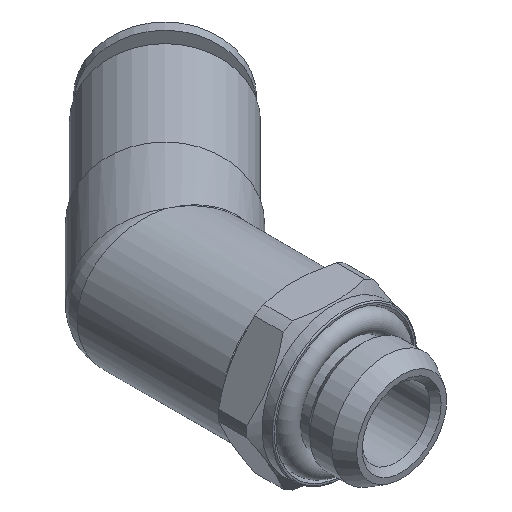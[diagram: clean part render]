
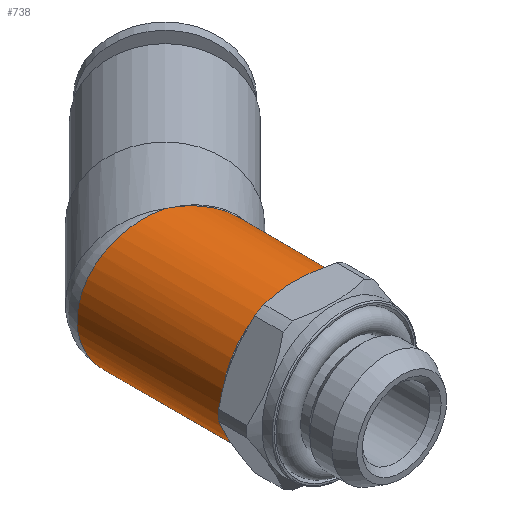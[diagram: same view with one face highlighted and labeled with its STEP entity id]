
A CAD part, isometric view. The second image highlights one B-rep face of the part: STEP entity #738.
In plain terms, the highlighted cylindrical face has radius 6.25 mm (diameter 12.5 mm), a full revolution.
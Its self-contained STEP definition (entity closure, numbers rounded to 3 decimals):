
#43=B_SPLINE_CURVE_WITH_KNOTS('',3,(#1234,#1235,#1236,#1237,#1238,#1239,
#1240,#1241,#1242,#1243,#1244,#1245,#1246,#1247,#1248,#1249,#1250,#1251,
#1252,#1253,#1254,#1255,#1256,#1257,#1258,#1259,#1260,#1261,#1262,#1263,
#1264,#1265,#1266,#1267,#1268,#1269,#1270,#1271,#1272,#1273,#1274),
 .UNSPECIFIED.,.F.,.F.,(4,1,1,1,1,1,1,1,1,1,1,1,1,1,1,1,1,1,1,1,1,1,1,1,
1,1,1,1,1,1,1,1,1,1,1,1,1,1,4),(0.,0.031,0.063,0.094,0.109,0.117,
0.125,0.133,0.141,0.156,0.188,0.219,0.234,0.25,0.266,
0.281,0.313,0.375,0.438,0.5,0.563,0.625,0.688,0.719,0.734,0.75,
0.766,0.781,0.813,0.844,0.859,0.867,0.875,0.883,0.891,
0.906,0.938,0.969,1.),.UNSPECIFIED.);
#59=B_SPLINE_CURVE_WITH_KNOTS('',3,(#1604,#1605,#1606,#1607,#1608,#1609,
#1610,#1611,#1612,#1613,#1614,#1615,#1616,#1617,#1618,#1619,#1620,#1621,
#1622,#1623,#1624,#1625,#1626,#1627,#1628,#1629,#1630,#1631,#1632,#1633,
#1634,#1635,#1636,#1637,#1638,#1639,#1640,#1641,#1642),.UNSPECIFIED.,.F.,
 .F.,(4,1,1,1,1,1,1,1,1,1,1,1,1,1,1,1,1,1,1,1,1,1,1,1,1,1,1,1,1,1,1,1,1,
1,1,1,4),(0.,0.031,0.063,0.094,0.109,0.117,0.125,0.133,
0.141,0.156,0.188,0.219,0.234,0.25,0.266,0.281,0.313,0.375,
0.5,0.625,0.688,0.719,0.734,0.75,0.766,0.781,0.813,0.844,
0.859,0.867,0.875,0.883,0.891,0.906,0.938,0.969,1.),
 .UNSPECIFIED.);
#119=CYLINDRICAL_SURFACE('',#869,6.25);
#268=ORIENTED_EDGE('',*,*,#314,.T.);
#269=ORIENTED_EDGE('',*,*,#377,.T.);
#270=ORIENTED_EDGE('',*,*,#362,.T.);
#314=EDGE_CURVE('',#401,#399,#43,.T.);
#362=EDGE_CURVE('',#440,#440,#490,.T.);
#377=EDGE_CURVE('',#399,#401,#59,.T.);
#399=VERTEX_POINT('',#1232);
#401=VERTEX_POINT('',#1275);
#440=VERTEX_POINT('',#1442);
#490=CIRCLE('',#849,6.25);
#578=EDGE_LOOP('',(#268,#269));
#579=EDGE_LOOP('',(#270));
#666=FACE_BOUND('',#578,.T.);
#667=FACE_BOUND('',#579,.T.);
#738=ADVANCED_FACE('',(#666,#667),#119,.T.);
#849=AXIS2_PLACEMENT_3D('',#1441,#1050,#1051);
#869=AXIS2_PLACEMENT_3D('',#1663,#1090,#1091);
#1050=DIRECTION('',(0.,1.,0.));
#1051=DIRECTION('',(0.,0.,1.));
#1090=DIRECTION('',(0.,1.,0.));
#1091=DIRECTION('',(0.,0.,-1.));
#1232=CARTESIAN_POINT('',(0.,0.,6.25));
#1234=CARTESIAN_POINT('',(0.,0.,-6.25));
#1235=CARTESIAN_POINT('',(0.265,-0.118,-6.25));
#1236=CARTESIAN_POINT('',(0.76,-0.339,-6.216));
#1237=CARTESIAN_POINT('',(1.39,-0.62,-6.103));
#1238=CARTESIAN_POINT('',(1.824,-0.815,-5.981));
#1239=CARTESIAN_POINT('',(2.073,-0.927,-5.897));
#1240=CARTESIAN_POINT('',(2.213,-0.99,-5.845));
#1241=CARTESIAN_POINT('',(2.281,-1.02,-5.82));
#1242=CARTESIAN_POINT('',(2.458,-1.099,-5.747));
#1243=CARTESIAN_POINT('',(2.651,-1.185,-5.662));
#1244=CARTESIAN_POINT('',(2.993,-1.338,-5.494));
#1245=CARTESIAN_POINT('',(3.436,-1.536,-5.232));
#1246=CARTESIAN_POINT('',(3.828,-1.712,-4.947));
#1247=CARTESIAN_POINT('',(4.12,-1.843,-4.702));
#1248=CARTESIAN_POINT('',(4.302,-1.924,-4.537));
#1249=CARTESIAN_POINT('',(4.555,-2.037,-4.284));
#1250=CARTESIAN_POINT('',(4.844,-2.165,-3.96));
#1251=CARTESIAN_POINT('',(5.311,-2.372,-3.346));
#1252=CARTESIAN_POINT('',(5.816,-2.597,-2.401));
#1253=CARTESIAN_POINT('',(6.175,-2.76,-1.2));
#1254=CARTESIAN_POINT('',(6.288,-2.814,-0.001));
#1255=CARTESIAN_POINT('',(6.175,-2.76,1.198));
#1256=CARTESIAN_POINT('',(5.817,-2.597,2.399));
#1257=CARTESIAN_POINT('',(5.312,-2.373,3.344));
#1258=CARTESIAN_POINT('',(4.845,-2.166,3.958));
#1259=CARTESIAN_POINT('',(4.557,-2.038,4.283));
#1260=CARTESIAN_POINT('',(4.304,-1.925,4.536));
#1261=CARTESIAN_POINT('',(4.121,-1.843,4.701));
#1262=CARTESIAN_POINT('',(3.829,-1.712,4.947));
#1263=CARTESIAN_POINT('',(3.436,-1.536,5.232));
#1264=CARTESIAN_POINT('',(2.994,-1.339,5.494));
#1265=CARTESIAN_POINT('',(2.651,-1.186,5.661));
#1266=CARTESIAN_POINT('',(2.459,-1.1,5.747));
#1267=CARTESIAN_POINT('',(2.281,-1.02,5.82));
#1268=CARTESIAN_POINT('',(2.216,-0.991,5.844));
#1269=CARTESIAN_POINT('',(2.078,-0.929,5.895));
#1270=CARTESIAN_POINT('',(1.832,-0.819,5.979));
#1271=CARTESIAN_POINT('',(1.399,-0.624,6.101));
#1272=CARTESIAN_POINT('',(0.768,-0.342,6.216));
#1273=CARTESIAN_POINT('',(0.268,-0.12,6.25));
#1274=CARTESIAN_POINT('',(0.,0.,6.25));
#1275=CARTESIAN_POINT('',(0.,0.,-6.25));
#1441=CARTESIAN_POINT('',(0.,-11.3,0.));
#1442=CARTESIAN_POINT('',(0.,-11.3,6.25));
#1604=CARTESIAN_POINT('',(0.,0.,6.25));
#1605=CARTESIAN_POINT('',(-0.271,0.067,6.25));
#1606=CARTESIAN_POINT('',(-0.779,0.193,6.215));
#1607=CARTESIAN_POINT('',(-1.425,0.353,6.095));
#1608=CARTESIAN_POINT('',(-1.871,0.464,5.967));
#1609=CARTESIAN_POINT('',(-2.127,0.528,5.878));
#1610=CARTESIAN_POINT('',(-2.27,0.564,5.823));
#1611=CARTESIAN_POINT('',(-2.34,0.582,5.796));
#1612=CARTESIAN_POINT('',(-2.519,0.626,5.721));
#1613=CARTESIAN_POINT('',(-2.713,0.674,5.632));
#1614=CARTESIAN_POINT('',(-3.057,0.759,5.459));
#1615=CARTESIAN_POINT('',(-3.502,0.87,5.188));
#1616=CARTESIAN_POINT('',(-3.896,0.968,4.894));
#1617=CARTESIAN_POINT('',(-4.188,1.041,4.642));
#1618=CARTESIAN_POINT('',(-4.373,1.087,4.468));
#1619=CARTESIAN_POINT('',(-4.615,1.147,4.219));
#1620=CARTESIAN_POINT('',(-4.894,1.216,3.897));
#1621=CARTESIAN_POINT('',(-5.344,1.326,3.292));
#1622=CARTESIAN_POINT('',(-6.027,1.495,1.984));
#1623=CARTESIAN_POINT('',(-6.398,1.592,0.001));
#1624=CARTESIAN_POINT('',(-6.028,1.495,-1.981));
#1625=CARTESIAN_POINT('',(-5.345,1.327,-3.29));
#1626=CARTESIAN_POINT('',(-4.895,1.216,-3.895));
#1627=CARTESIAN_POINT('',(-4.616,1.147,-4.218));
#1628=CARTESIAN_POINT('',(-4.375,1.087,-4.467));
#1629=CARTESIAN_POINT('',(-4.189,1.041,-4.641));
#1630=CARTESIAN_POINT('',(-3.897,0.968,-4.893));
#1631=CARTESIAN_POINT('',(-3.503,0.87,-5.188));
#1632=CARTESIAN_POINT('',(-3.058,0.76,-5.459));
#1633=CARTESIAN_POINT('',(-2.713,0.674,-5.632));
#1634=CARTESIAN_POINT('',(-2.52,0.626,-5.721));
#1635=CARTESIAN_POINT('',(-2.341,0.582,-5.796));
#1636=CARTESIAN_POINT('',(-2.273,0.565,-5.822));
#1637=CARTESIAN_POINT('',(-2.132,0.53,-5.876));
#1638=CARTESIAN_POINT('',(-1.879,0.466,-5.964));
#1639=CARTESIAN_POINT('',(-1.435,0.356,-6.093));
#1640=CARTESIAN_POINT('',(-0.787,0.195,-6.214));
#1641=CARTESIAN_POINT('',(-0.275,0.068,-6.25));
#1642=CARTESIAN_POINT('',(0.,0.,-6.25));
#1663=CARTESIAN_POINT('',(0.,17.678,0.));
